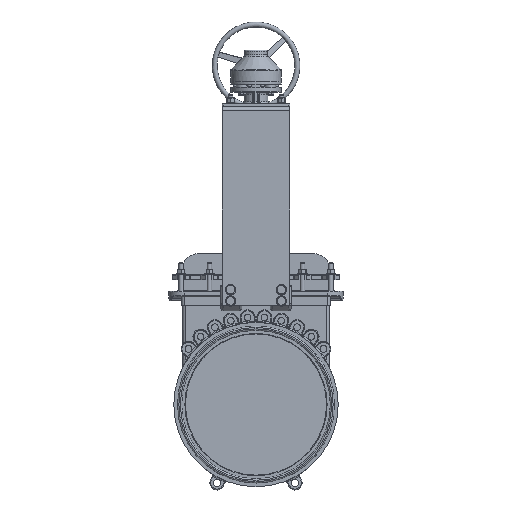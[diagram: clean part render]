
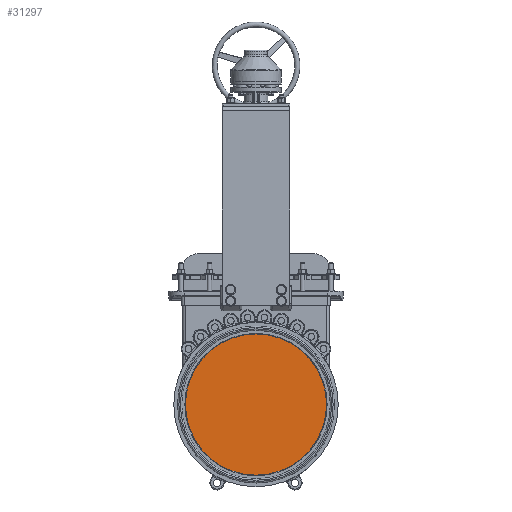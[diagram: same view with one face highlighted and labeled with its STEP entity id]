
A CAD part, top view. The second image highlights one B-rep face of the part: STEP entity #31297.
In plain terms, the highlighted planar face has unit normal (0, 0, 1).
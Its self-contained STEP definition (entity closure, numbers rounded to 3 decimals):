
#2264=PLANE('',#34346);
#3662=FACE_OUTER_BOUND('',#5566,.T.);
#5566=EDGE_LOOP('',(#24216));
#7270=CIRCLE('',#33763,250.);
#13229=VERTEX_POINT('',#54345);
#16674=EDGE_CURVE('',#13229,#13229,#7270,.T.);
#24216=ORIENTED_EDGE('',*,*,#16674,.F.);
#31297=ADVANCED_FACE('',(#3662),#2264,.T.);
#33763=AXIS2_PLACEMENT_3D('',#54347,#39373,#39374);
#34346=AXIS2_PLACEMENT_3D('',#56772,#40823,#40824);
#39373=DIRECTION('center_axis',(0.,0.,-1.));
#39374=DIRECTION('ref_axis',(1.,0.,0.));
#40823=DIRECTION('center_axis',(0.,0.,1.));
#40824=DIRECTION('ref_axis',(1.,0.,0.));
#54345=CARTESIAN_POINT('',(-250.,0.,17.5));
#54347=CARTESIAN_POINT('Origin',(0.,0.,17.5));
#56772=CARTESIAN_POINT('Origin',(0.,0.,17.5));
